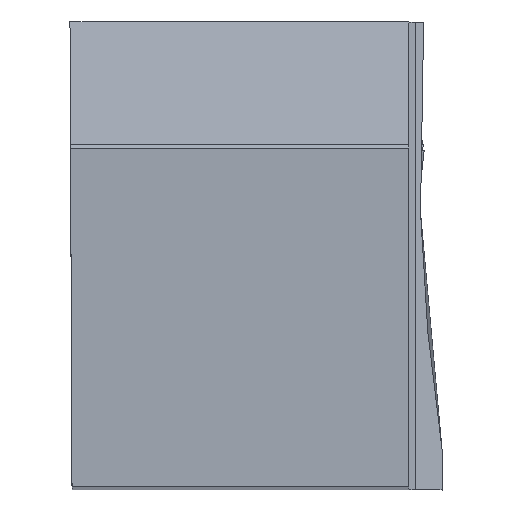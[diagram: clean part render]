
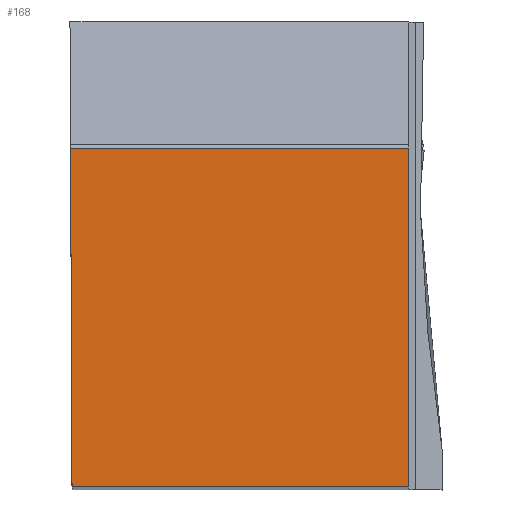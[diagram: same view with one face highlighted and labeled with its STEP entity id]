
A CAD part, top view. The second image highlights one B-rep face of the part: STEP entity #168.
In plain terms, the highlighted planar face has unit normal (0, 0, 1).
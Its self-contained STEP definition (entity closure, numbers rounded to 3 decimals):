
#168=ADVANCED_FACE('BLANK_BOXF006',(#269),#214,.F.);
#214=PLANE('',#1281);
#269=FACE_OUTER_BOUND('',#325,.T.);
#325=EDGE_LOOP('',(#578,#579,#580,#581));
#578=ORIENTED_EDGE('',*,*,#898,.T.);
#579=ORIENTED_EDGE('',*,*,#899,.T.);
#580=ORIENTED_EDGE('',*,*,#894,.T.);
#581=ORIENTED_EDGE('',*,*,#889,.T.);
#750=VERTEX_POINT('',#2184);
#751=VERTEX_POINT('',#2186);
#753=VERTEX_POINT('',#2195);
#756=VERTEX_POINT('',#2203);
#889=EDGE_CURVE('',#751,#750,#1002,.T.);
#894=EDGE_CURVE('',#753,#751,#1007,.T.);
#898=EDGE_CURVE('',#750,#756,#1011,.T.);
#899=EDGE_CURVE('',#756,#753,#1012,.T.);
#1002=LINE('',#2185,#1114);
#1007=LINE('',#2194,#1119);
#1011=LINE('',#2202,#1123);
#1012=LINE('',#2204,#1124);
#1114=VECTOR('',#1512,1.);
#1119=VECTOR('',#1521,1.);
#1123=VECTOR('',#1527,1.);
#1124=VECTOR('',#1528,1.);
#1281=AXIS2_PLACEMENT_3D('',#2205,#1529,#1530);
#1512=DIRECTION('',(1.,0.,0.));
#1521=DIRECTION('',(0.004,-1.,0.));
#1527=DIRECTION('',(0.,1.,0.));
#1528=DIRECTION('',(-1.,0.,0.));
#1529=DIRECTION('',(0.,0.,-1.));
#1530=DIRECTION('',(0.,-1.,0.));
#2184=CARTESIAN_POINT('',(24.875,0.,0.));
#2185=CARTESIAN_POINT('',(-150.55,0.,0.));
#2186=CARTESIAN_POINT('',(0.109,0.,0.));
#2194=CARTESIAN_POINT('',(-0.548,150.549,0.));
#2195=CARTESIAN_POINT('',(0.,24.875,0.));
#2202=CARTESIAN_POINT('',(24.875,-150.55,0.));
#2203=CARTESIAN_POINT('',(24.875,24.875,0.));
#2204=CARTESIAN_POINT('',(150.55,24.875,0.));
#2205=CARTESIAN_POINT('',(27.329,-5.,0.));
